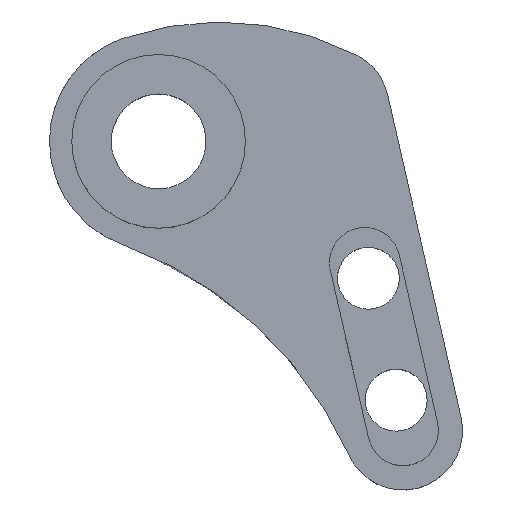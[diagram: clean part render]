
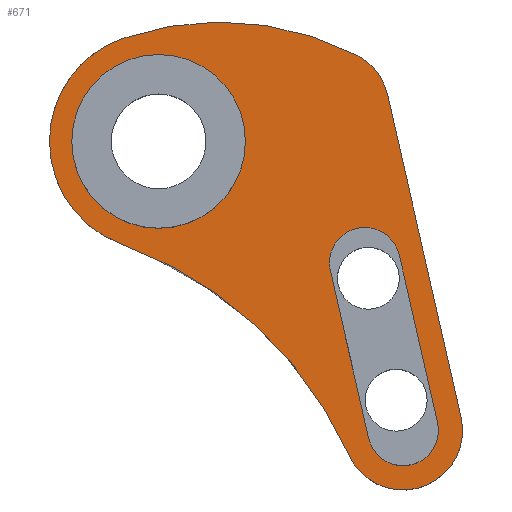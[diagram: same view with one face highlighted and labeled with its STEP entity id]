
A CAD part, top view. The second image highlights one B-rep face of the part: STEP entity #671.
In plain terms, the highlighted planar face has unit normal (0, 0, 1).
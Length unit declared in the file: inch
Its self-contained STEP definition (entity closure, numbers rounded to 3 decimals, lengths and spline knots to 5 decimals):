
#2 = CARTESIAN_POINT ( 'NONE',  ( 4.62131, -0.65214, 0.275 ) ) ;
#22 = ORIENTED_EDGE ( 'NONE', *, *, #412, .T. ) ;
#36 = LINE ( 'NONE', #442, #430 ) ;
#40 = ORIENTED_EDGE ( 'NONE', *, *, #903, .T. ) ;
#46 = EDGE_LOOP ( 'NONE', ( #698, #591, #711, #40, #954 ) ) ;
#57 = DIRECTION ( 'NONE',  ( 1., 0., 0. ) ) ;
#65 = VERTEX_POINT ( 'NONE', #487 ) ;
#67 = DIRECTION ( 'NONE',  ( 0., 0., -1. ) ) ;
#87 = AXIS2_PLACEMENT_3D ( 'NONE', #564, #380, #816 ) ;
#92 = DIRECTION ( 'NONE',  ( 1., 0., 0. ) ) ;
#133 = VERTEX_POINT ( 'NONE', #1044 ) ;
#140 = VERTEX_POINT ( 'NONE', #602 ) ;
#146 = VERTEX_POINT ( 'NONE', #695 ) ;
#149 = CARTESIAN_POINT ( 'NONE',  ( 4.62131, -0.65214, 0.275 ) ) ;
#158 = CIRCLE ( 'NONE', #683, 0.3 ) ;
#162 = DIRECTION ( 'NONE',  ( 1., 0., 0. ) ) ;
#169 = LINE ( 'NONE', #344, #321 ) ;
#172 = AXIS2_PLACEMENT_3D ( 'NONE', #719, #1061, #304 ) ;
#176 = CIRCLE ( 'NONE', #931, 0.178 ) ;
#186 = DIRECTION ( 'NONE',  ( 1., 0., 0. ) ) ;
#214 = CARTESIAN_POINT ( 'NONE',  ( 5.85313, -2.10824, 0.275 ) ) ;
#238 = DIRECTION ( 'NONE',  ( 1., 0., 0. ) ) ;
#244 = DIRECTION ( 'NONE',  ( 0., 0., 1. ) ) ;
#247 = VERTEX_POINT ( 'NONE', #847 ) ;
#254 = ORIENTED_EDGE ( 'NONE', *, *, #1018, .T. ) ;
#266 = ORIENTED_EDGE ( 'NONE', *, *, #975, .F. ) ;
#276 = EDGE_CURVE ( 'NONE', #1008, #1023, #1095, .T. ) ;
#290 = FACE_OUTER_BOUND ( 'NONE', #311, .T. ) ;
#301 = DIRECTION ( 'NONE',  ( 0., 0., 1. ) ) ;
#304 = DIRECTION ( 'NONE',  ( 1., 0., 0. ) ) ;
#311 = EDGE_LOOP ( 'NONE', ( #396, #499, #22, #319, #905, #855, #254 ) ) ;
#318 = CIRCLE ( 'NONE', #529, 0.4375 ) ;
#319 = ORIENTED_EDGE ( 'NONE', *, *, #276, .T. ) ;
#321 = VECTOR ( 'NONE', #846, 39.37008 ) ;
#328 = CARTESIAN_POINT ( 'NONE',  ( 5.85313, -2.10824, 0.275 ) ) ;
#341 = DIRECTION ( 'NONE',  ( 0., 0., 1. ) ) ;
#344 = CARTESIAN_POINT ( 'NONE',  ( 6.02667, -2.06865, 0.275 ) ) ;
#353 = FACE_BOUND ( 'NONE', #46, .T. ) ;
#354 = EDGE_CURVE ( 'NONE', #483, #140, #1037, .T. ) ;
#357 = DIRECTION ( 'NONE',  ( 0., 0., -1. ) ) ;
#365 = CARTESIAN_POINT ( 'NONE',  ( 5.7751, -0.41724, 0.275 ) ) ;
#380 = DIRECTION ( 'NONE',  ( 0., 0., -1. ) ) ;
#388 = LINE ( 'NONE', #489, #580 ) ;
#390 = CARTESIAN_POINT ( 'NONE',  ( 5.48261, -0.48396, 0.275 ) ) ;
#393 = CARTESIAN_POINT ( 'NONE',  ( 4.43445, -1.16943, 0.275 ) ) ;
#396 = ORIENTED_EDGE ( 'NONE', *, *, #779, .T. ) ;
#412 = EDGE_CURVE ( 'NONE', #554, #1008, #158, .T. ) ;
#430 = VECTOR ( 'NONE', #777, 39.37008 ) ;
#436 = EDGE_CURVE ( 'NONE', #146, #525, #318, .T. ) ;
#439 = CARTESIAN_POINT ( 'NONE',  ( 5.48699, -1.30351, 0.275 ) ) ;
#442 = CARTESIAN_POINT ( 'NONE',  ( 5.67958, -2.14783, 0.275 ) ) ;
#448 = AXIS2_PLACEMENT_3D ( 'NONE', #856, #357, #945 ) ;
#451 = CARTESIAN_POINT ( 'NONE',  ( 4.07131, -0.65214, 0.275 ) ) ;
#452 = AXIS2_PLACEMENT_3D ( 'NONE', #685, #604, #186 ) ;
#456 = AXIS2_PLACEMENT_3D ( 'NONE', #677, #922, #92 ) ;
#468 = CARTESIAN_POINT ( 'NONE',  ( 4.93167, -1.55001, 0.275 ) ) ;
#483 = VERTEX_POINT ( 'NONE', #439 ) ;
#486 = AXIS2_PLACEMENT_3D ( 'NONE', #2, #341, #1013 ) ;
#487 = CARTESIAN_POINT ( 'NONE',  ( 5.83407, -1.22434, 0.275 ) ) ;
#489 = CARTESIAN_POINT ( 'NONE',  ( 5.7751, -0.41724, 0.275 ) ) ;
#492 = AXIS2_PLACEMENT_3D ( 'NONE', #214, #691, #707 ) ;
#499 = ORIENTED_EDGE ( 'NONE', *, *, #721, .T. ) ;
#503 = CARTESIAN_POINT ( 'NONE',  ( 5.62035, -0.21745, 0.275 ) ) ;
#525 = VERTEX_POINT ( 'NONE', #936 ) ;
#529 = AXIS2_PLACEMENT_3D ( 'NONE', #149, #244, #605 ) ;
#536 = CARTESIAN_POINT ( 'NONE',  ( 4.44162, -0.13232, 0.275 ) ) ;
#548 = EDGE_CURVE ( 'NONE', #140, #65, #176, .T. ) ;
#550 = EDGE_LOOP ( 'NONE', ( #266, #968 ) ) ;
#554 = VERTEX_POINT ( 'NONE', #365 ) ;
#564 = CARTESIAN_POINT ( 'NONE',  ( 5.66053, -1.26393, 0.275 ) ) ;
#567 = DIRECTION ( 'NONE',  ( 0., 0., 1. ) ) ;
#577 = DIRECTION ( 'NONE',  ( -0.222, 0.975, 0. ) ) ;
#580 = VECTOR ( 'NONE', #577, 39.37008 ) ;
#591 = ORIENTED_EDGE ( 'NONE', *, *, #354, .T. ) ;
#602 = CARTESIAN_POINT ( 'NONE',  ( 5.48253, -1.26393, 0.275 ) ) ;
#604 = DIRECTION ( 'NONE',  ( 0., 0., 1. ) ) ;
#605 = DIRECTION ( 'NONE',  ( 1., 0., 0. ) ) ;
#613 = AXIS2_PLACEMENT_3D ( 'NONE', #468, #301, #57 ) ;
#614 = PLANE ( 'NONE',  #492 ) ;
#643 = DIRECTION ( 'NONE',  ( 1., 0., 0. ) ) ;
#668 = VERTEX_POINT ( 'NONE', #799 ) ;
#671 = ADVANCED_FACE ( 'NONE', ( #353, #290, #969 ), #614, .T. ) ;
#677 = CARTESIAN_POINT ( 'NONE',  ( 5.85313, -2.10824, 0.275 ) ) ;
#683 = AXIS2_PLACEMENT_3D ( 'NONE', #390, #726, #643 ) ;
#685 = CARTESIAN_POINT ( 'NONE',  ( 4.62131, -0.65214, 0.275 ) ) ;
#691 = DIRECTION ( 'NONE',  ( 0., 0., 1. ) ) ;
#695 = CARTESIAN_POINT ( 'NONE',  ( 5.05881, -0.65214, 0.275 ) ) ;
#698 = ORIENTED_EDGE ( 'NONE', *, *, #1054, .T. ) ;
#707 = DIRECTION ( 'NONE',  ( 1., 0., 0. ) ) ;
#711 = ORIENTED_EDGE ( 'NONE', *, *, #548, .T. ) ;
#714 = CIRCLE ( 'NONE', #448, 2. ) ;
#719 = CARTESIAN_POINT ( 'NONE',  ( 4.62131, -0.65214, 0.275 ) ) ;
#721 = EDGE_CURVE ( 'NONE', #247, #554, #388, .T. ) ;
#726 = DIRECTION ( 'NONE',  ( 0., 0., 1. ) ) ;
#762 = CIRCLE ( 'NONE', #486, 0.55 ) ;
#777 = DIRECTION ( 'NONE',  ( -0.222, 0.975, 0. ) ) ;
#779 = EDGE_CURVE ( 'NONE', #668, #247, #792, .T. ) ;
#786 = CIRCLE ( 'NONE', #456, 0.178 ) ;
#792 = CIRCLE ( 'NONE', #1080, 0.3 ) ;
#799 = CARTESIAN_POINT ( 'NONE',  ( 5.57946, -2.23114, 0.275 ) ) ;
#806 = VERTEX_POINT ( 'NONE', #393 ) ;
#816 = DIRECTION ( 'NONE',  ( 1., 0., 0. ) ) ;
#839 = VERTEX_POINT ( 'NONE', #998 ) ;
#846 = DIRECTION ( 'NONE',  ( 0.222, -0.975, 0. ) ) ;
#847 = CARTESIAN_POINT ( 'NONE',  ( 6.14561, -2.04152, 0.275 ) ) ;
#848 = EDGE_CURVE ( 'NONE', #1023, #1034, #932, .T. ) ;
#855 = ORIENTED_EDGE ( 'NONE', *, *, #1011, .T. ) ;
#856 = CARTESIAN_POINT ( 'NONE',  ( 3.75498, -3.05047, 0.275 ) ) ;
#903 = EDGE_CURVE ( 'NONE', #65, #839, #169, .T. ) ;
#904 = CARTESIAN_POINT ( 'NONE',  ( 5.66053, -1.26393, 0.275 ) ) ;
#905 = ORIENTED_EDGE ( 'NONE', *, *, #848, .T. ) ;
#922 = DIRECTION ( 'NONE',  ( 0., 0., -1. ) ) ;
#928 = CIRCLE ( 'NONE', #452, 0.4375 ) ;
#930 = EDGE_CURVE ( 'NONE', #839, #133, #786, .T. ) ;
#931 = AXIS2_PLACEMENT_3D ( 'NONE', #904, #67, #162 ) ;
#932 = CIRCLE ( 'NONE', #172, 0.55 ) ;
#936 = CARTESIAN_POINT ( 'NONE',  ( 4.18381, -0.65214, 0.275 ) ) ;
#945 = DIRECTION ( 'NONE',  ( 1., 0., 0. ) ) ;
#954 = ORIENTED_EDGE ( 'NONE', *, *, #930, .T. ) ;
#968 = ORIENTED_EDGE ( 'NONE', *, *, #436, .F. ) ;
#969 = FACE_BOUND ( 'NONE', #550, .T. ) ;
#975 = EDGE_CURVE ( 'NONE', #525, #146, #928, .T. ) ;
#998 = CARTESIAN_POINT ( 'NONE',  ( 6.02667, -2.06865, 0.275 ) ) ;
#1008 = VERTEX_POINT ( 'NONE', #503 ) ;
#1011 = EDGE_CURVE ( 'NONE', #1034, #806, #762, .T. ) ;
#1013 = DIRECTION ( 'NONE',  ( 1., 0., 0. ) ) ;
#1018 = EDGE_CURVE ( 'NONE', #806, #668, #714, .T. ) ;
#1023 = VERTEX_POINT ( 'NONE', #536 ) ;
#1034 = VERTEX_POINT ( 'NONE', #451 ) ;
#1037 = CIRCLE ( 'NONE', #87, 0.178 ) ;
#1044 = CARTESIAN_POINT ( 'NONE',  ( 5.67958, -2.14783, 0.275 ) ) ;
#1054 = EDGE_CURVE ( 'NONE', #133, #483, #36, .T. ) ;
#1061 = DIRECTION ( 'NONE',  ( 0., 0., 1. ) ) ;
#1080 = AXIS2_PLACEMENT_3D ( 'NONE', #328, #567, #238 ) ;
#1095 = CIRCLE ( 'NONE', #613, 1.5 ) ;
